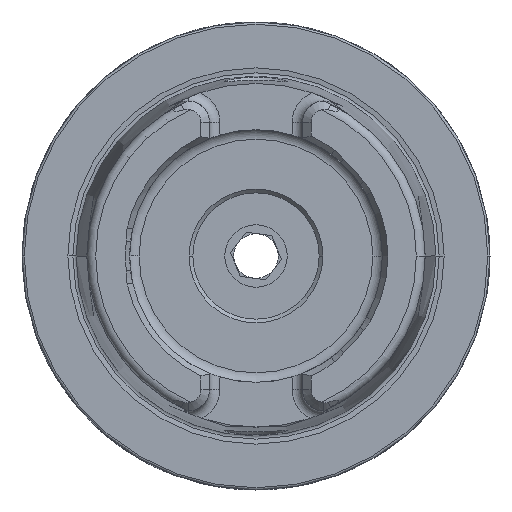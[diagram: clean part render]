
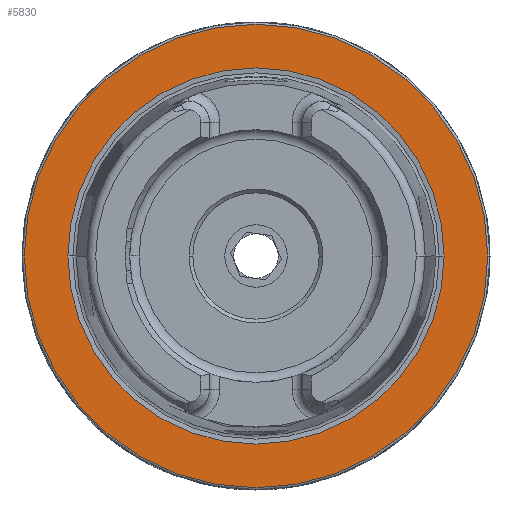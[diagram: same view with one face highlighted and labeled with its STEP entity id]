
A CAD part, left-side view. The second image highlights one B-rep face of the part: STEP entity #5830.
In plain terms, the highlighted planar face has unit normal (-1, 0, 0).
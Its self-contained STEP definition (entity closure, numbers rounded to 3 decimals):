
#1616 = CARTESIAN_POINT ( 'NONE',  ( 0., 0., 0. ) ) ;
#1617 = DIRECTION ( 'NONE',  ( -1., 0., 0. ) ) ;
#1618 = DIRECTION ( 'NONE',  ( 0., -1., 0. ) ) ;
#1653 = CARTESIAN_POINT ( 'NONE',  ( 0., 0., 0. ) ) ;
#1654 = DIRECTION ( 'NONE',  ( -1., 0., 0. ) ) ;
#1655 = DIRECTION ( 'NONE',  ( 0., -1., 0. ) ) ;
#1702 = CARTESIAN_POINT ( 'NONE',  ( 0., 0., 0. ) ) ;
#1703 = DIRECTION ( 'NONE',  ( -1., 0., 0. ) ) ;
#1704 = DIRECTION ( 'NONE',  ( 0., -1., 0. ) ) ;
#1847 = CARTESIAN_POINT ( 'NONE',  ( 0., 0., 0. ) ) ;
#1848 = DIRECTION ( 'NONE',  ( -1., 0., 0. ) ) ;
#1849 = DIRECTION ( 'NONE',  ( 0., -1., 0. ) ) ;
#5235 = VERTEX_POINT ( 'NONE', #9431 ) ;
#5277 = VERTEX_POINT ( 'NONE', #9473 ) ;
#5317 = VERTEX_POINT ( 'NONE', #9512 ) ;
#5324 = VERTEX_POINT ( 'NONE', #9519 ) ;
#5830 = ADVANCED_FACE ( 'NONE', ( #8522, #8512 ), #10009, .F. ) ;
#6372 = EDGE_CURVE ( 'NONE', #5277, #5235, #9143, .T. ) ;
#6374 = EDGE_CURVE ( 'NONE', #5317, #5324, #9146, .T. ) ;
#6386 = EDGE_CURVE ( 'NONE', #5324, #5317, #9158, .T. ) ;
#6390 = EDGE_CURVE ( 'NONE', #5235, #5277, #9164, .T. ) ;
#6859 = ORIENTED_EDGE ( 'NONE', *, *, #6374, .F. ) ;
#6860 = ORIENTED_EDGE ( 'NONE', *, *, #6386, .F. ) ;
#6861 = ORIENTED_EDGE ( 'NONE', *, *, #6390, .T. ) ;
#6862 = ORIENTED_EDGE ( 'NONE', *, *, #6372, .T. ) ;
#7380 = EDGE_LOOP ( 'NONE', ( #6859, #6860 ) ) ;
#7392 = EDGE_LOOP ( 'NONE', ( #6861, #6862 ) ) ;
#8201 = AXIS2_PLACEMENT_3D ( 'NONE', #9973, #10011, #10012 ) ;
#8512 = FACE_OUTER_BOUND ( 'NONE', #7392, .T. ) ;
#8522 = FACE_BOUND ( 'NONE', #7380, .T. ) ;
#9143 = CIRCLE ( 'NONE', #10780, 31.2 ) ;
#9146 = CIRCLE ( 'NONE', #10781, 25.324 ) ;
#9158 = CIRCLE ( 'NONE', #10789, 25.324 ) ;
#9164 = CIRCLE ( 'NONE', #10792, 31.2 ) ;
#9431 = CARTESIAN_POINT ( 'NONE',  ( 0., -31.2, 0. ) ) ;
#9473 = CARTESIAN_POINT ( 'NONE',  ( 0., 31.2, 0. ) ) ;
#9512 = CARTESIAN_POINT ( 'NONE',  ( 0., -25.324, 0. ) ) ;
#9519 = CARTESIAN_POINT ( 'NONE',  ( 0., 25.324, 0. ) ) ;
#9973 = CARTESIAN_POINT ( 'NONE',  ( 0., 31.2, 0. ) ) ;
#10009 = PLANE ( 'NONE',  #8201 ) ;
#10011 = DIRECTION ( 'NONE',  ( 1., 0., 0. ) ) ;
#10012 = DIRECTION ( 'NONE',  ( 0., 1., 0. ) ) ;
#10780 = AXIS2_PLACEMENT_3D ( 'NONE', #1616, #1617, #1618 ) ;
#10781 = AXIS2_PLACEMENT_3D ( 'NONE', #1653, #1654, #1655 ) ;
#10789 = AXIS2_PLACEMENT_3D ( 'NONE', #1702, #1703, #1704 ) ;
#10792 = AXIS2_PLACEMENT_3D ( 'NONE', #1847, #1848, #1849 ) ;
